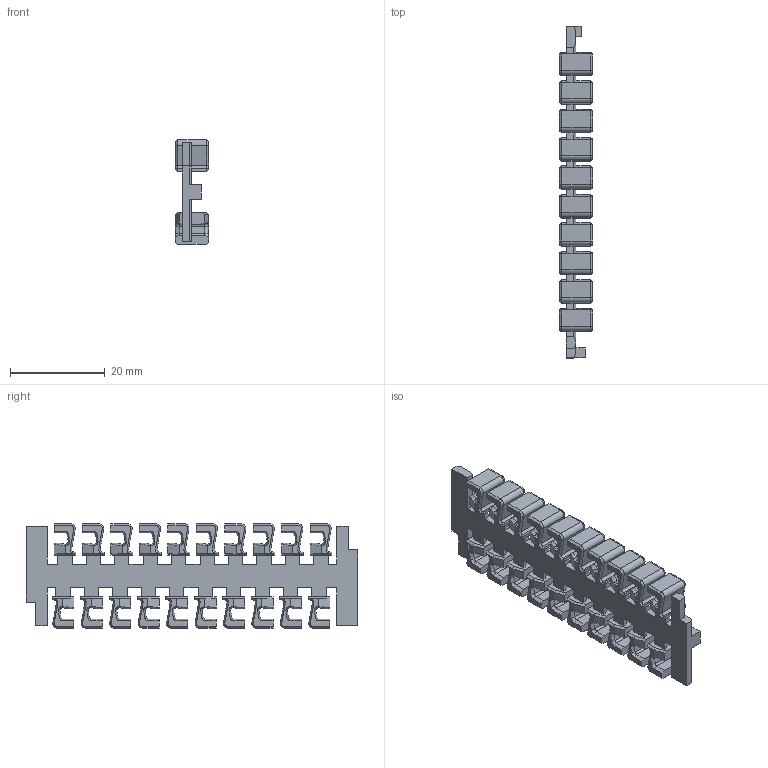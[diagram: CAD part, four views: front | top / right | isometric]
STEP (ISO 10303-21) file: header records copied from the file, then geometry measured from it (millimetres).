
FILE_DESCRIPTION(/* description */ (''),/* implementation_level */ '2;1');
FILE_NAME(/* name */ '100174790ugm000_b.stp',/* time_stamp */ '2014-01-09T08:33:19+01:00',/* author */ (''),/* organization */ (''),/* preprocessor_version */ 'ST-DEVELOPER v15',/* originating_system */ 'SIEMENS PLM Software NX 8.5',/* authorisation */ '');
FILE_SCHEMA (('AUTOMOTIVE_DESIGN { 1 0 10303 214 3 1 1 1 }'));
Length unit declared in the file: millimetre
Products named in the file (1): 100174790ugm000_b
Bounding box: 7.03 x 70 x 22 mm (x, y, z)
Volume: 3754.8 mm3; surface area: 5974.7 mm2
Topology: 21 solids, 21 shells, 1299 faces, 3209 edges, 2053 vertices
Faces by surface type: plane 886, cone 160, cylinder 131, bspline 120, extrusion 2
Full cylindrical faces by diameter (mm): 0.33 x1, 0.39 x1
Entity records: 46707 total; most frequent: CARTESIAN_POINT 8483, ORIENTED_EDGE 6240, DIRECTION 5510, EDGE_CURVE 3120, VECTOR 2410, LINE 2408, VERTEX_POINT 1880, AXIS2_PLACEMENT_3D 1550
